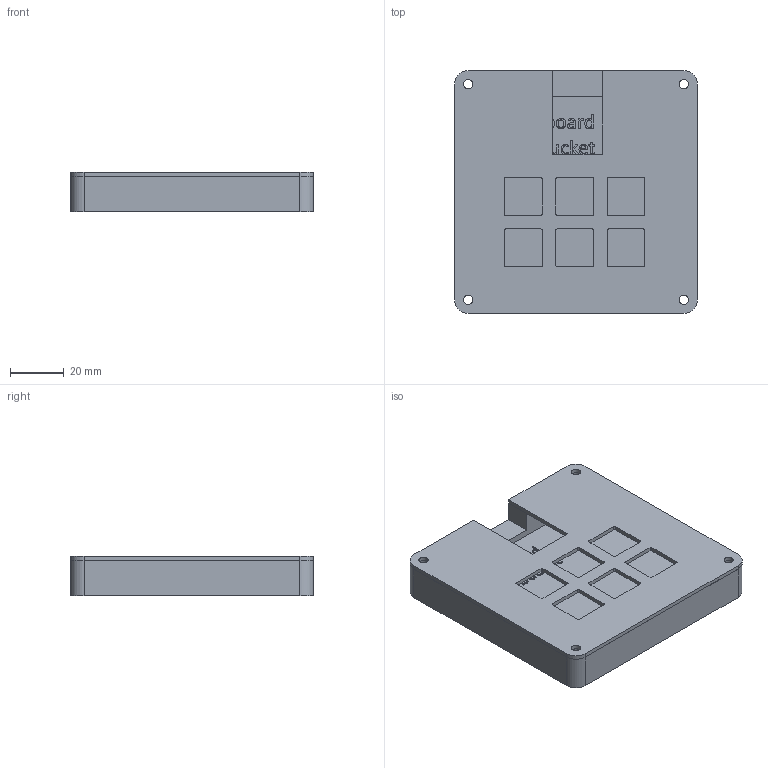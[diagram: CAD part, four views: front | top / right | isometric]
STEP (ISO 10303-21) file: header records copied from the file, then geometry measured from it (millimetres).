
FILE_DESCRIPTION(/* description */ (''),/* implementation_level */ '2;1');
FILE_NAME(/* name */ 'Bucket.step',/* time_stamp */ '2026-01-17T21:19:01+05:30',/* author */ (''),/* organization */ (''),/* preprocessor_version */ 'ST-DEVELOPER v20.1',/* originating_system */ 'Autodesk Translation Framework v14.21.0.0',/* authorisation */ '');
FILE_SCHEMA (('AUTOMOTIVE_DESIGN { 1 0 10303 214 3 1 1 }'));
Length unit declared in the file: millimetre
Products named in the file (1): 2026-01-17-19-20-33-347
Bounding box: 90.02 x 90 x 14.5 mm (x, y, z)
Volume: 62005.5 mm3; surface area: 37846.3 mm2
Topology: 2 solids, 2 shells, 810 faces, 2334 edges, 1556 vertices
Faces by surface type: bspline 621, plane 145, cylinder 44
Full cylindrical faces by diameter (mm): 3.4 x8, 6 x4
Entity records: 32384 total; most frequent: CARTESIAN_POINT 15258, ORIENTED_EDGE 4668, EDGE_CURVE 2334, DIRECTION 1560, VERTEX_POINT 1556, B_SPLINE_CURVE_WITH_KNOTS 1242, LINE 1004, VECTOR 1004
